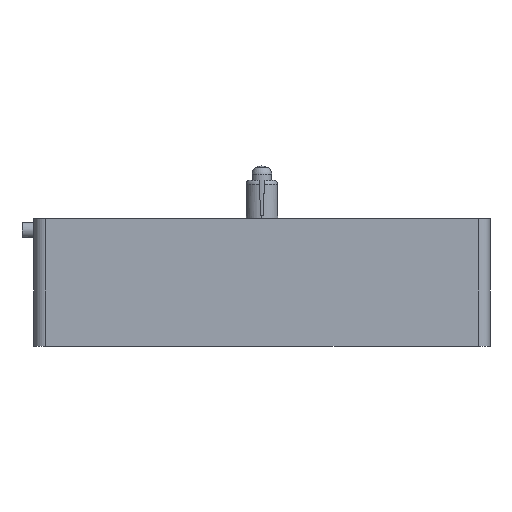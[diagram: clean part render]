
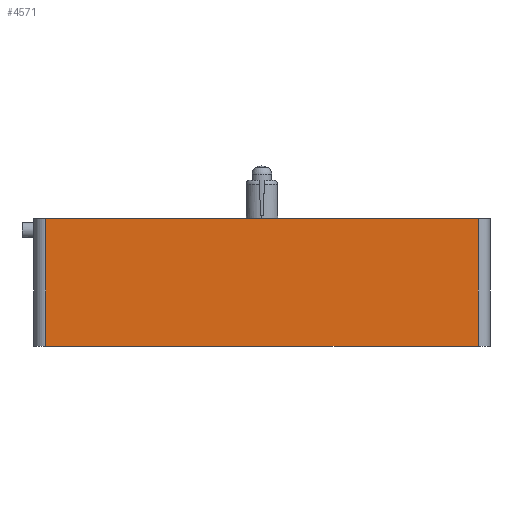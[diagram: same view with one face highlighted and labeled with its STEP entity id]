
A CAD part, left-side view. The second image highlights one B-rep face of the part: STEP entity #4571.
In plain terms, the highlighted planar face has unit normal (-1, 0, 0).
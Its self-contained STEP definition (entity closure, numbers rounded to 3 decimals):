
#419 = VERTEX_POINT ( 'NONE', #1509 ) ;
#615 = CARTESIAN_POINT ( 'NONE',  ( -58.503, 26.879, 81.95 ) ) ;
#1115 = VERTEX_POINT ( 'NONE', #615 ) ;
#1276 = CARTESIAN_POINT ( 'NONE',  ( -58.503, -0.471, 90. ) ) ;
#1509 = CARTESIAN_POINT ( 'NONE',  ( -58.503, -27.821, 81.95 ) ) ;
#1768 = EDGE_CURVE ( 'NONE', #1115, #419, #6044, .T. ) ;
#1779 = PLANE ( 'NONE',  #5717 ) ;
#1802 = DIRECTION ( 'NONE',  ( 0., 0., -1. ) ) ;
#1907 = EDGE_CURVE ( 'NONE', #419, #5533, #6126, .T. ) ;
#2111 = VECTOR ( 'NONE', #2478, 1000. ) ;
#2478 = DIRECTION ( 'NONE',  ( 0., 1., 0. ) ) ;
#2532 = ORIENTED_EDGE ( 'NONE', *, *, #1907, .T. ) ;
#2635 = VECTOR ( 'NONE', #3001, 1000. ) ;
#2802 = LINE ( 'NONE', #5624, #2635 ) ;
#3001 = DIRECTION ( 'NONE',  ( 0., 0., -1. ) ) ;
#3244 = CARTESIAN_POINT ( 'NONE',  ( -58.503, -27.821, 98.05 ) ) ;
#3495 = CARTESIAN_POINT ( 'NONE',  ( -58.503, 26.879, 98.05 ) ) ;
#3704 = CARTESIAN_POINT ( 'NONE',  ( -58.503, -29.321, 81.95 ) ) ;
#3800 = CARTESIAN_POINT ( 'NONE',  ( -58.503, -27.821, 98.05 ) ) ;
#3852 = DIRECTION ( 'NONE',  ( 0., 0., 1. ) ) ;
#4002 = EDGE_CURVE ( 'NONE', #5533, #5766, #4883, .T. ) ;
#4417 = EDGE_LOOP ( 'NONE', ( #6680, #6256, #4850, #2532 ) ) ;
#4571 = ADVANCED_FACE ( 'NONE', ( #6365 ), #1779, .F. ) ;
#4589 = VECTOR ( 'NONE', #3852, 1000. ) ;
#4746 = DIRECTION ( 'NONE',  ( 0., -1., 0. ) ) ;
#4801 = EDGE_CURVE ( 'NONE', #5766, #1115, #2802, .T. ) ;
#4850 = ORIENTED_EDGE ( 'NONE', *, *, #1768, .T. ) ;
#4883 = LINE ( 'NONE', #5554, #2111 ) ;
#4913 = DIRECTION ( 'NONE',  ( 1., 0., 0. ) ) ;
#5533 = VERTEX_POINT ( 'NONE', #3244 ) ;
#5554 = CARTESIAN_POINT ( 'NONE',  ( -58.503, 27.029, 98.05 ) ) ;
#5624 = CARTESIAN_POINT ( 'NONE',  ( -58.503, 26.879, 90. ) ) ;
#5717 = AXIS2_PLACEMENT_3D ( 'NONE', #1276, #4913, #1802 ) ;
#5766 = VERTEX_POINT ( 'NONE', #3495 ) ;
#5872 = VECTOR ( 'NONE', #4746, 1000. ) ;
#6044 = LINE ( 'NONE', #3704, #5872 ) ;
#6126 = LINE ( 'NONE', #3800, #4589 ) ;
#6256 = ORIENTED_EDGE ( 'NONE', *, *, #4801, .T. ) ;
#6365 = FACE_OUTER_BOUND ( 'NONE', #4417, .T. ) ;
#6680 = ORIENTED_EDGE ( 'NONE', *, *, #4002, .T. ) ;
